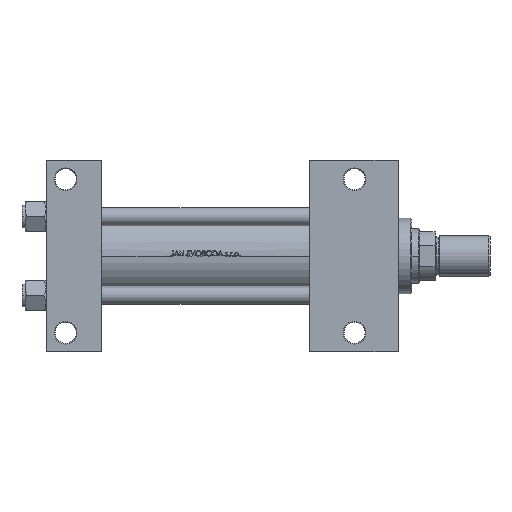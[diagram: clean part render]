
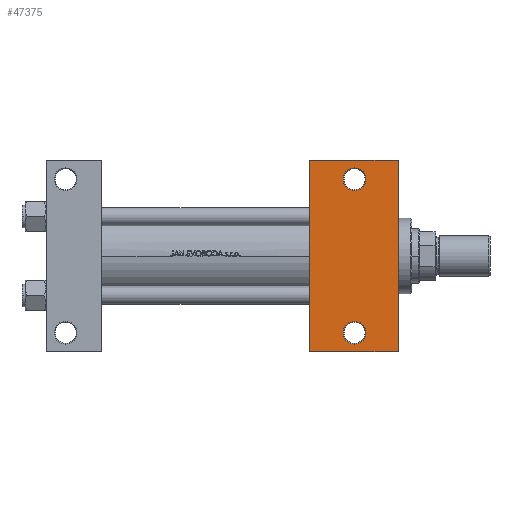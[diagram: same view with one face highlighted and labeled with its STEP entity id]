
A CAD part, front view. The second image highlights one B-rep face of the part: STEP entity #47375.
In plain terms, the highlighted face is planar.
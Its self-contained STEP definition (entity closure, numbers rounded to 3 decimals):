
#1734 = CARTESIAN_POINT ( 'NONE',  ( 234., 37.5, -37.5 ) ) ;
#2065 = DIRECTION ( 'NONE',  ( 0., 0., 1. ) ) ;
#2490 = ORIENTED_EDGE ( 'NONE', *, *, #48037, .T. ) ;
#3195 = VERTEX_POINT ( 'NONE', #39858 ) ;
#5881 = CARTESIAN_POINT ( 'NONE',  ( 205., 51., -37.5 ) ) ;
#7342 = CIRCLE ( 'NONE', #34839, 7.5 ) ;
#7824 = DIRECTION ( 'NONE',  ( -1., 0., 0. ) ) ;
#8250 = FACE_BOUND ( 'NONE', #19295, .T. ) ;
#9352 = VECTOR ( 'NONE', #34099, 1000. ) ;
#9702 = CARTESIAN_POINT ( 'NONE',  ( 234., 63.5, -37.5 ) ) ;
#10068 = EDGE_CURVE ( 'NONE', #43184, #12551, #19636, .T. ) ;
#10680 = DIRECTION ( 'NONE',  ( -1., 0., 0. ) ) ;
#12551 = VERTEX_POINT ( 'NONE', #9702 ) ;
#12703 = DIRECTION ( 'NONE',  ( -1., 0., 0. ) ) ;
#13352 = DIRECTION ( 'NONE',  ( 0., 0., 1. ) ) ;
#13666 = EDGE_CURVE ( 'NONE', #3195, #22048, #36197, .T. ) ;
#13969 = VECTOR ( 'NONE', #17435, 1000. ) ;
#16346 = ORIENTED_EDGE ( 'NONE', *, *, #29442, .T. ) ;
#16384 = VECTOR ( 'NONE', #32162, 1000. ) ;
#16855 = FACE_OUTER_BOUND ( 'NONE', #42119, .T. ) ;
#17435 = DIRECTION ( 'NONE',  ( 0., -1., 0. ) ) ;
#17521 = DIRECTION ( 'NONE',  ( -1., 0., 0. ) ) ;
#17783 = CIRCLE ( 'NONE', #46061, 7.5 ) ;
#18378 = AXIS2_PLACEMENT_3D ( 'NONE', #39804, #43074, #12703 ) ;
#18623 = VECTOR ( 'NONE', #7824, 1000. ) ;
#18661 = ORIENTED_EDGE ( 'NONE', *, *, #22908, .T. ) ;
#19098 = VERTEX_POINT ( 'NONE', #40889 ) ;
#19235 = CARTESIAN_POINT ( 'NONE',  ( 175., -63.5, -37.5 ) ) ;
#19295 = EDGE_LOOP ( 'NONE', ( #46747, #2490 ) ) ;
#19636 = LINE ( 'NONE', #38133, #9352 ) ;
#20459 = CARTESIAN_POINT ( 'NONE',  ( 212.5, 51., -37.5 ) ) ;
#20964 = CARTESIAN_POINT ( 'NONE',  ( 175., -63.5, -37.5 ) ) ;
#22048 = VERTEX_POINT ( 'NONE', #20459 ) ;
#22403 = ORIENTED_EDGE ( 'NONE', *, *, #24119, .T. ) ;
#22906 = VERTEX_POINT ( 'NONE', #20964 ) ;
#22908 = EDGE_CURVE ( 'NONE', #34963, #38340, #17783, .T. ) ;
#24119 = EDGE_CURVE ( 'NONE', #19098, #22906, #33713, .T. ) ;
#24604 = CIRCLE ( 'NONE', #39114, 7.5 ) ;
#25037 = DIRECTION ( 'NONE',  ( -1., 0., 0. ) ) ;
#25932 = AXIS2_PLACEMENT_3D ( 'NONE', #47759, #43186, #39400 ) ;
#26303 = CARTESIAN_POINT ( 'NONE',  ( 175., 63.5, -37.5 ) ) ;
#27461 = ORIENTED_EDGE ( 'NONE', *, *, #29457, .F. ) ;
#28833 = CARTESIAN_POINT ( 'NONE',  ( 205., -51., -37.5 ) ) ;
#29442 = EDGE_CURVE ( 'NONE', #12551, #19098, #43514, .T. ) ;
#29457 = EDGE_CURVE ( 'NONE', #43184, #22906, #47837, .T. ) ;
#30498 = ORIENTED_EDGE ( 'NONE', *, *, #32092, .T. ) ;
#32092 = EDGE_CURVE ( 'NONE', #38340, #34963, #24604, .T. ) ;
#32162 = DIRECTION ( 'NONE',  ( 0., -1., 0. ) ) ;
#32407 = CARTESIAN_POINT ( 'NONE',  ( 175., 37.5, -37.5 ) ) ;
#33713 = LINE ( 'NONE', #19235, #18623 ) ;
#34074 = CARTESIAN_POINT ( 'NONE',  ( 212.5, -51., -37.5 ) ) ;
#34099 = DIRECTION ( 'NONE',  ( 1., 0., 0. ) ) ;
#34257 = EDGE_LOOP ( 'NONE', ( #18661, #30498 ) ) ;
#34839 = AXIS2_PLACEMENT_3D ( 'NONE', #5881, #2065, #17521 ) ;
#34963 = VERTEX_POINT ( 'NONE', #44352 ) ;
#36197 = CIRCLE ( 'NONE', #18378, 7.5 ) ;
#38133 = CARTESIAN_POINT ( 'NONE',  ( 175., 63.5, -37.5 ) ) ;
#38340 = VERTEX_POINT ( 'NONE', #34074 ) ;
#39114 = AXIS2_PLACEMENT_3D ( 'NONE', #41319, #49914, #10680 ) ;
#39400 = DIRECTION ( 'NONE',  ( -1., 0., 0. ) ) ;
#39804 = CARTESIAN_POINT ( 'NONE',  ( 205., 51., -37.5 ) ) ;
#39858 = CARTESIAN_POINT ( 'NONE',  ( 197.5, 51., -37.5 ) ) ;
#40889 = CARTESIAN_POINT ( 'NONE',  ( 234., -63.5, -37.5 ) ) ;
#41319 = CARTESIAN_POINT ( 'NONE',  ( 205., -51., -37.5 ) ) ;
#42119 = EDGE_LOOP ( 'NONE', ( #27461, #50087, #16346, #22403 ) ) ;
#42923 = FACE_BOUND ( 'NONE', #34257, .T. ) ;
#43074 = DIRECTION ( 'NONE',  ( 0., 0., 1. ) ) ;
#43184 = VERTEX_POINT ( 'NONE', #26303 ) ;
#43186 = DIRECTION ( 'NONE',  ( 0., 0., -1. ) ) ;
#43435 = PLANE ( 'NONE',  #25932 ) ;
#43514 = LINE ( 'NONE', #1734, #13969 ) ;
#44352 = CARTESIAN_POINT ( 'NONE',  ( 197.5, -51., -37.5 ) ) ;
#46061 = AXIS2_PLACEMENT_3D ( 'NONE', #28833, #13352, #25037 ) ;
#46747 = ORIENTED_EDGE ( 'NONE', *, *, #13666, .T. ) ;
#47375 = ADVANCED_FACE ( 'NONE', ( #8250, #42923, #16855 ), #43435, .T. ) ;
#47759 = CARTESIAN_POINT ( 'NONE',  ( 234., 37.5, -37.5 ) ) ;
#47837 = LINE ( 'NONE', #32407, #16384 ) ;
#48037 = EDGE_CURVE ( 'NONE', #22048, #3195, #7342, .T. ) ;
#49914 = DIRECTION ( 'NONE',  ( 0., 0., 1. ) ) ;
#50087 = ORIENTED_EDGE ( 'NONE', *, *, #10068, .T. ) ;
